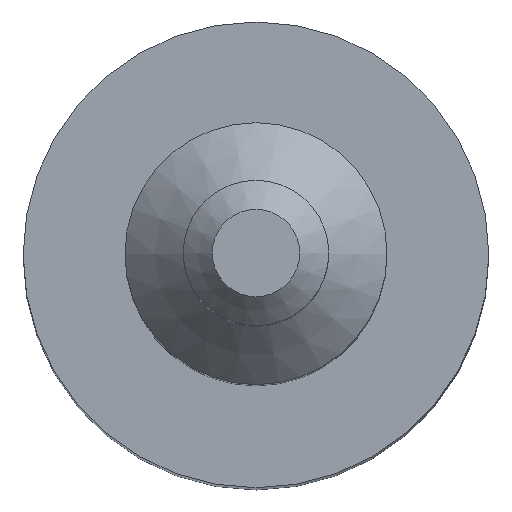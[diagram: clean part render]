
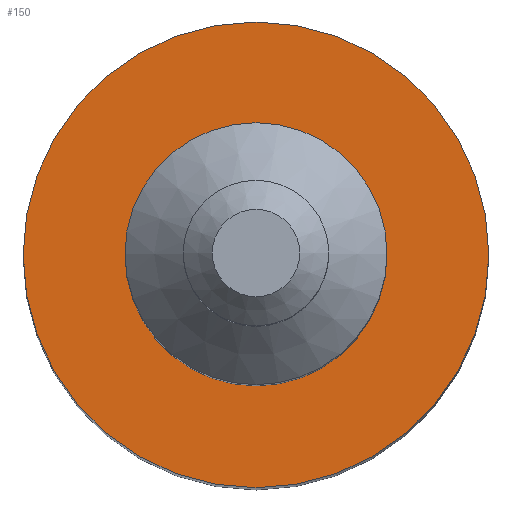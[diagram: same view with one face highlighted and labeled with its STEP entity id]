
A CAD part, top view. The second image highlights one B-rep face of the part: STEP entity #150.
In plain terms, the highlighted planar face has unit normal (0, 0, 1).
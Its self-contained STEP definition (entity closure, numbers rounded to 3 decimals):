
#17=PLANE($,#177);
#30=FACE_BOUND($,#62,.T.);
#31=FACE_BOUND($,#63,.T.);
#62=EDGE_LOOP($,(#130));
#63=EDGE_LOOP($,(#131));
#72=CIRCLE($,#168,2.25);
#76=CIRCLE($,#176,4.);
#85=VERTEX_POINT($,#281);
#89=VERTEX_POINT($,#293);
#99=EDGE_CURVE($,#85,#85,#72,.T.);
#103=EDGE_CURVE($,#89,#89,#76,.T.);
#130=ORIENTED_EDGE($,*,*,#99,.T.);
#131=ORIENTED_EDGE($,*,*,#103,.F.);
#150=ADVANCED_FACE($,(#30,#31),#17,.F.);
#168=AXIS2_PLACEMENT_3D($,#282,#208,#209);
#176=AXIS2_PLACEMENT_3D($,#294,#224,#225);
#177=AXIS2_PLACEMENT_3D($,#295,#226,#227);
#208=DIRECTION('center_axis',(0.,0.,-1.));
#209=DIRECTION('ref_axis',(-1.,0.,0.));
#224=DIRECTION('center_axis',(0.,0.,-1.));
#225=DIRECTION('ref_axis',(-1.,0.,0.));
#226=DIRECTION('center_axis',(0.,0.,-1.));
#227=DIRECTION('ref_axis',(-1.,0.,0.));
#281=CARTESIAN_POINT('',(2.25,0.,22.));
#282=CARTESIAN_POINT('Origin',(0.,0.,22.));
#293=CARTESIAN_POINT('',(4.,0.,22.));
#294=CARTESIAN_POINT('Origin',(0.,0.,22.));
#295=CARTESIAN_POINT('Origin',(0.,0.,22.));
